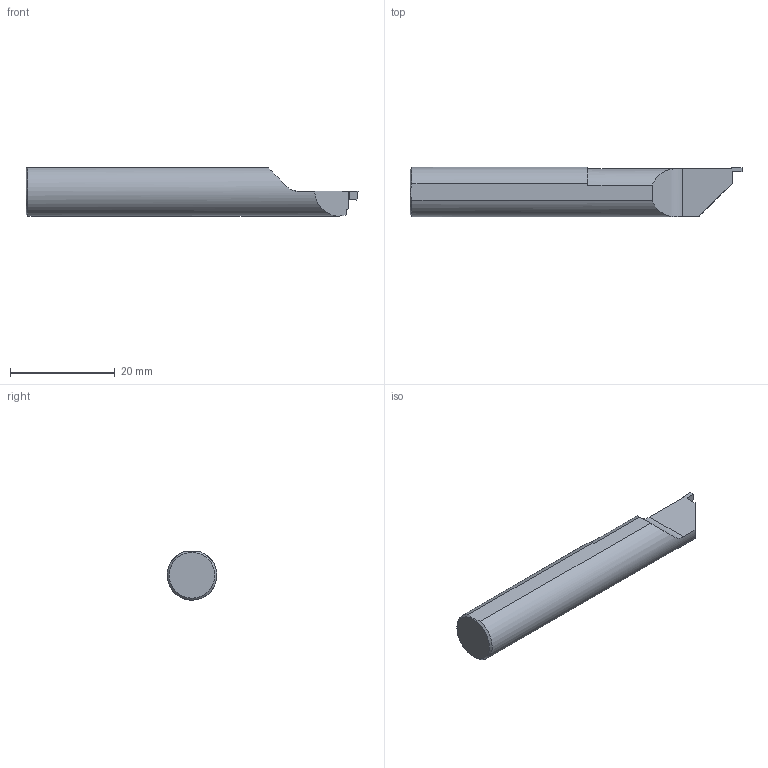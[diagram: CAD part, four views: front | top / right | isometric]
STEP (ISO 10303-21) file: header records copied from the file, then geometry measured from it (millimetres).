
FILE_DESCRIPTION (( 'STEP AP203' ), '1' );
FILE_NAME ('220097-FG375-030.STEP', '2024-06-10T23:33:25', ( '' ), ( '' ), 'SwSTEP 2.0', 'SolidWorks 2022', '' );
FILE_SCHEMA (( 'CONFIG_CONTROL_DESIGN' ));
Length unit declared in the file: inch
Products named in the file (1): 220097-FG375-030
Bounding box: 63.5 x 9.52 x 9.24 mm (x, y, z)
Volume: 3764 mm3; surface area: 1827.1 mm2
Topology: 1 solids, 1 shells, 23 faces, 63 edges, 42 vertices
Faces by surface type: plane 12, cylinder 6, torus 3, cone 2
Entity records: 884 total; most frequent: CARTESIAN_POINT 270, ORIENTED_EDGE 126, DIRECTION 97, EDGE_CURVE 63, VERTEX_POINT 42, AXIS2_PLACEMENT_3D 37, FACE_OUTER_BOUND 23, EDGE_LOOP 23
